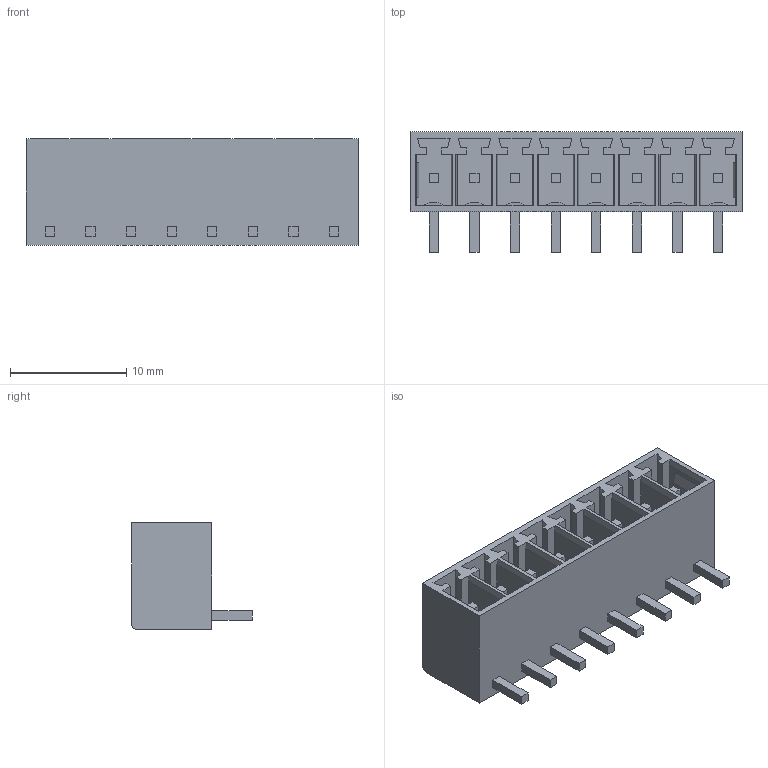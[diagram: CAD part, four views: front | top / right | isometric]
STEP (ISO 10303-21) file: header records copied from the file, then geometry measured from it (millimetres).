
FILE_DESCRIPTION((''),'2;1');
FILE_NAME('C-2350514-8','2022-03-29T01:53:11',('workeradm'),('TE Connectivity Ltd.'),'CREO PARAMETRIC BY PTC INC, 2021072','CREO PARAMETRIC BY PTC INC, 2021072','');
FILE_SCHEMA(('AUTOMOTIVE_DESIGN { 1 0 10303 214 1 1 1 1 }'));
Length unit declared in the file: millimetre
Products named in the file (1): C-2350514-8
Bounding box: 28.6 x 10.4 x 9.2 mm (x, y, z)
Volume: 1188 mm3; surface area: 2087.8 mm2
Topology: 1 solids, 1 shells, 239 faces, 623 edges, 410 vertices
Faces by surface type: plane 230, cylinder 9
Entity records: 7251 total; most frequent: CARTESIAN_POINT 1338, ORIENTED_EDGE 1246, DIRECTION 1103, EDGE_CURVE 623, VECTOR 605, LINE 605, VERTEX_POINT 410, EDGE_LOOP 263
